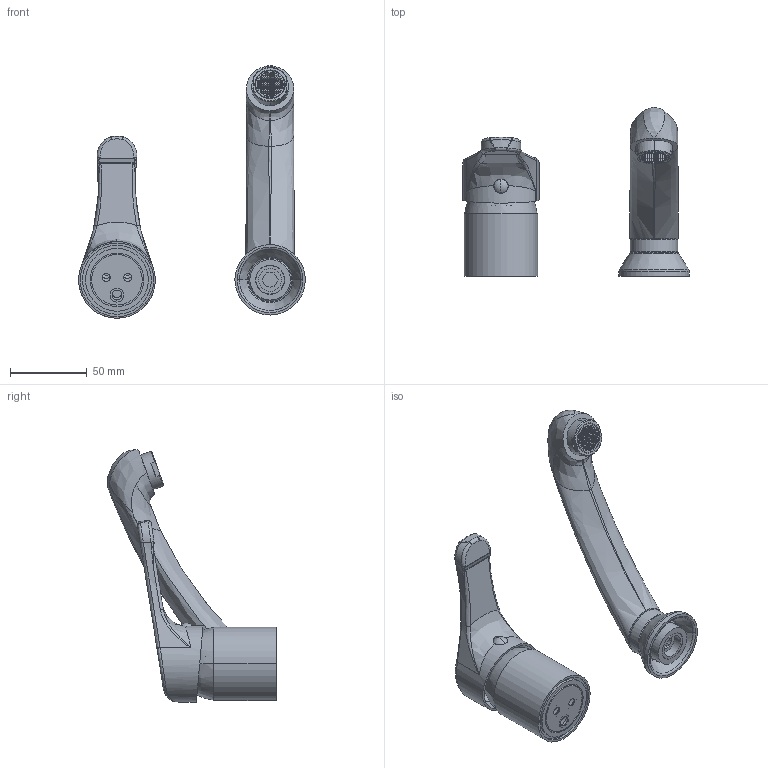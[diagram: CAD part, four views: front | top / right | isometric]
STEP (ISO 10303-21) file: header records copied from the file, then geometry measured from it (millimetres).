
FILE_DESCRIPTION((''),'2;1');
FILE_NAME('NT087CR','2021-11-10T11:56:12',('ut3'),('PAFFONI SpA'),'CREO PARAMETRIC BY PTC INC, 2020044','CREO PARAMETRIC BY PTC INC, 2020044','');
FILE_SCHEMA(('CONFIG_CONTROL_DESIGN','SHAPE_APPEARANCE_LAYERS_GROUPS'));
Length unit declared in the file: millimetre
Products named in the file (1): NT087CR
Bounding box: 148 x 110.17 x 164.74 mm (x, y, z)
Volume: 179465.6 mm3; surface area: 75280.2 mm2
Topology: 5 solids, 5 shells, 2443 faces, 6972 edges, 4551 vertices
Faces by surface type: plane 1944, cylinder 275, torus 83, cone 65, bspline 61, sphere 15
Entity records: 95753 total; most frequent: CARTESIAN_POINT 22804, ORIENTED_EDGE 13924, DIRECTION 12985, EDGE_CURVE 6962, VECTOR 4723, LINE 4723, VERTEX_POINT 4551, AXIS2_PLACEMENT_3D 4131
